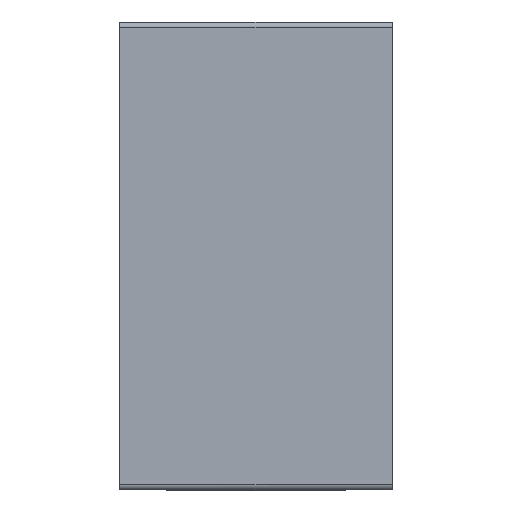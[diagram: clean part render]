
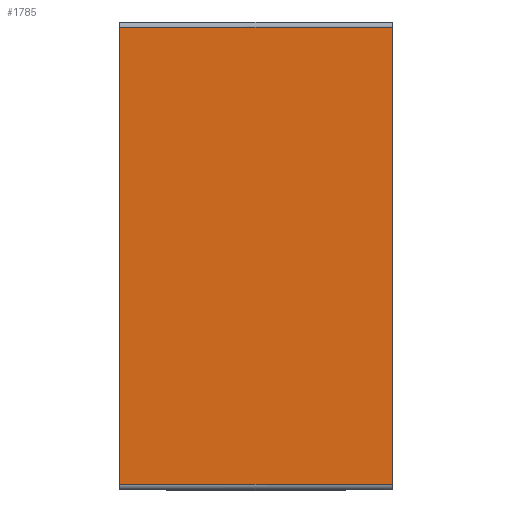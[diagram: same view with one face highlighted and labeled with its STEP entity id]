
A CAD part, left-side view. The second image highlights one B-rep face of the part: STEP entity #1785.
In plain terms, the highlighted free-form (B-spline) face has degree [1, 1] with [2, 2] control points.
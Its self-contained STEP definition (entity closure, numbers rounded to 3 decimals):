
#878 = VERTEX_POINT('',#879);
#879 = CARTESIAN_POINT('',(-82.179,70.844,
    -59.509));
#885 = EDGE_CURVE('',#878,#886,#888,.T.);
#886 = VERTEX_POINT('',#887);
#887 = CARTESIAN_POINT('',(-82.179,70.844,
    59.509));
#888 = B_SPLINE_CURVE_WITH_KNOTS('',1,(#889,#890),.UNSPECIFIED.,.F.,.F.,
  (2,2),(-85.,-1.),.PIECEWISE_BEZIER_KNOTS.);
#889 = CARTESIAN_POINT('',(-82.179,70.844,
    -59.509));
#890 = CARTESIAN_POINT('',(-82.179,70.844,
    59.509));
#1785 = ADVANCED_FACE('',(#1786),#1808,.F.);
#1786 = FACE_BOUND('',#1787,.T.);
#1787 = EDGE_LOOP('',(#1788,#1797,#1802,#1803));
#1788 = ORIENTED_EDGE('',*,*,#1789,.T.);
#1789 = EDGE_CURVE('',#1790,#1792,#1794,.T.);
#1790 = VERTEX_POINT('',#1791);
#1791 = CARTESIAN_POINT('',(-82.179,0.,-59.509));
#1792 = VERTEX_POINT('',#1793);
#1793 = CARTESIAN_POINT('',(-82.179,0.,59.509));
#1794 = B_SPLINE_CURVE_WITH_KNOTS('',1,(#1795,#1796),.UNSPECIFIED.,.F.,
  .F.,(2,2),(-85.,-1.),.PIECEWISE_BEZIER_KNOTS.);
#1795 = CARTESIAN_POINT('',(-82.179,0.,-59.509));
#1796 = CARTESIAN_POINT('',(-82.179,0.,59.509));
#1797 = ORIENTED_EDGE('',*,*,#1798,.T.);
#1798 = EDGE_CURVE('',#1792,#886,#1799,.T.);
#1799 = B_SPLINE_CURVE_WITH_KNOTS('',1,(#1800,#1801),.UNSPECIFIED.,.F.,
  .F.,(2,2),(-50.,0.),.PIECEWISE_BEZIER_KNOTS.);
#1800 = CARTESIAN_POINT('',(-82.179,0.,59.509));
#1801 = CARTESIAN_POINT('',(-82.179,70.844,
    59.509));
#1802 = ORIENTED_EDGE('',*,*,#885,.F.);
#1803 = ORIENTED_EDGE('',*,*,#1804,.T.);
#1804 = EDGE_CURVE('',#878,#1790,#1805,.T.);
#1805 = B_SPLINE_CURVE_WITH_KNOTS('',1,(#1806,#1807),.UNSPECIFIED.,.F.,
  .F.,(2,2),(0.,50.),.PIECEWISE_BEZIER_KNOTS.);
#1806 = CARTESIAN_POINT('',(-82.179,70.844,
    -59.509));
#1807 = CARTESIAN_POINT('',(-82.179,0.,-59.509));
#1808 = B_SPLINE_SURFACE_WITH_KNOTS('',1,1,(
    (#1809,#1810)
    ,(#1811,#1812
    )),.UNSPECIFIED.,.F.,.F.,.F.,(2,2),(2,2),(1.,85.),(-50.,0.),
  .PIECEWISE_BEZIER_KNOTS.);
#1809 = CARTESIAN_POINT('',(-82.179,0.,59.509));
#1810 = CARTESIAN_POINT('',(-82.179,70.844,
    59.509));
#1811 = CARTESIAN_POINT('',(-82.179,0.,-59.509));
#1812 = CARTESIAN_POINT('',(-82.179,70.844,
    -59.509));
